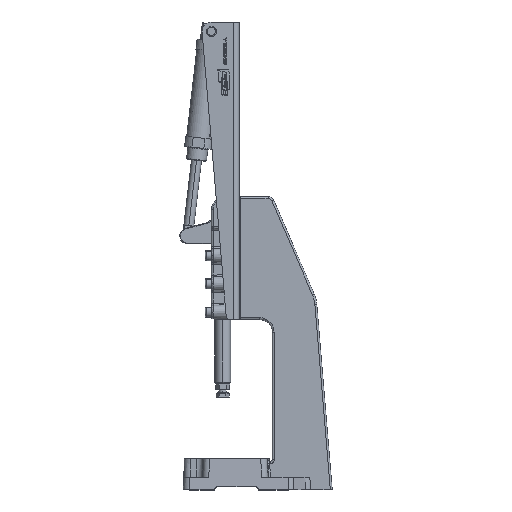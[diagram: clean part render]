
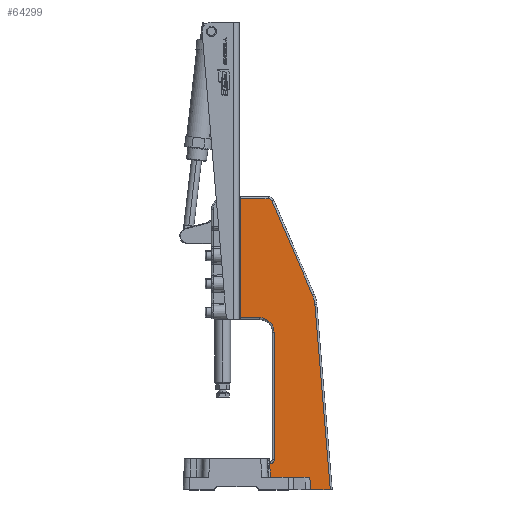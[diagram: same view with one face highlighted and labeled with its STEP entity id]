
A CAD part, top view. The second image highlights one B-rep face of the part: STEP entity #64299.
In plain terms, the highlighted face is planar.
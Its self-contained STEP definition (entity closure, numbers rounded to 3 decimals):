
#422 = DIRECTION ( 'NONE',  ( 1., 0., 0. ) ) ;
#1600 = VERTEX_POINT ( 'NONE', #46290 ) ;
#2483 = CARTESIAN_POINT ( 'NONE',  ( 40., 463.772, -141.85 ) ) ;
#2904 = CARTESIAN_POINT ( 'NONE',  ( 40., 278., -91. ) ) ;
#3899 = AXIS2_PLACEMENT_3D ( 'NONE', #32587, #422, #37913 ) ;
#4725 = EDGE_CURVE ( 'NONE', #54073, #30564, #41927, .T. ) ;
#5504 = LINE ( 'NONE', #67850, #59132 ) ;
#5814 = ORIENTED_EDGE ( 'NONE', *, *, #4725, .T. ) ;
#5876 = EDGE_CURVE ( 'NONE', #1600, #49219, #50234, .T. ) ;
#6321 = DIRECTION ( 'NONE',  ( 0., 0., -1. ) ) ;
#6384 = VECTOR ( 'NONE', #60407, 1000. ) ;
#6456 = CARTESIAN_POINT ( 'NONE',  ( 40., 3., -203.025 ) ) ;
#6677 = ORIENTED_EDGE ( 'NONE', *, *, #18142, .T. ) ;
#6805 = ORIENTED_EDGE ( 'NONE', *, *, #38766, .F. ) ;
#6810 = FACE_OUTER_BOUND ( 'NONE', #18400, .T. ) ;
#8969 = VERTEX_POINT ( 'NONE', #32006 ) ;
#9355 = DIRECTION ( 'NONE',  ( 0., -0.999, -0.035 ) ) ;
#11592 = CARTESIAN_POINT ( 'NONE',  ( 40., 299.099, -210.186 ) ) ;
#11917 = DIRECTION ( 'NONE',  ( -1., 0., 0. ) ) ;
#12186 = CARTESIAN_POINT ( 'NONE',  ( 40., 0.221, -203.144 ) ) ;
#12444 = AXIS2_PLACEMENT_3D ( 'NONE', #43960, #11917, #49323 ) ;
#13334 = DIRECTION ( 'NONE',  ( 0., 0.918, 0.396 ) ) ;
#13570 = VECTOR ( 'NONE', #16785, 1000. ) ;
#13902 = VECTOR ( 'NONE', #13334, 1000. ) ;
#14252 = DIRECTION ( 'NONE',  ( 0., 0., 1. ) ) ;
#14322 = ORIENTED_EDGE ( 'NONE', *, *, #29581, .T. ) ;
#14759 = CARTESIAN_POINT ( 'NONE',  ( 40., 275., -91. ) ) ;
#15064 = DIRECTION ( 'NONE',  ( 1., 0., 0. ) ) ;
#15663 = CIRCLE ( 'NONE', #43988, 47. ) ;
#15958 = ORIENTED_EDGE ( 'NONE', *, *, #69332, .T. ) ;
#16785 = DIRECTION ( 'NONE',  ( 0., 0.997, 0.083 ) ) ;
#16981 = LINE ( 'NONE', #49806, #56290 ) ;
#18142 = EDGE_CURVE ( 'NONE', #50481, #61281, #15663, .T. ) ;
#18400 = EDGE_LOOP ( 'NONE', ( #18832, #33895, #6677, #15958, #36984, #50383, #14322, #60101, #5814, #57339, #6805, #50302, #40344, #25476, #69011 ) ) ;
#18832 = ORIENTED_EDGE ( 'NONE', *, *, #65379, .F. ) ;
#18997 = DIRECTION ( 'NONE',  ( 0., 0., 1. ) ) ;
#19030 = LINE ( 'NONE', #14759, #60034 ) ;
#19041 = CARTESIAN_POINT ( 'NONE',  ( 40., 45., -139. ) ) ;
#19470 = EDGE_CURVE ( 'NONE', #53314, #54073, #43496, .T. ) ;
#20226 = VERTEX_POINT ( 'NONE', #19041 ) ;
#20582 = EDGE_CURVE ( 'NONE', #20226, #1600, #20798, .T. ) ;
#20798 = LINE ( 'NONE', #40208, #61087 ) ;
#21810 = CARTESIAN_POINT ( 'NONE',  ( 40., 3., -238. ) ) ;
#22779 = CARTESIAN_POINT ( 'NONE',  ( 40., 278., -122. ) ) ;
#24117 = DIRECTION ( 'NONE',  ( 0., 0., 1. ) ) ;
#24755 = VERTEX_POINT ( 'NONE', #64311 ) ;
#25476 = ORIENTED_EDGE ( 'NONE', *, *, #57136, .F. ) ;
#27187 = DIRECTION ( 'NONE',  ( 0., 0., 1. ) ) ;
#28232 = VERTEX_POINT ( 'NONE', #6456 ) ;
#28340 = CARTESIAN_POINT ( 'NONE',  ( 40., 468., -91. ) ) ;
#28412 = VECTOR ( 'NONE', #48376, 1000. ) ;
#29504 = CARTESIAN_POINT ( 'NONE',  ( 40., 51., -145. ) ) ;
#29581 = EDGE_CURVE ( 'NONE', #56874, #53314, #19030, .T. ) ;
#30564 = VERTEX_POINT ( 'NONE', #47559 ) ;
#31558 = CARTESIAN_POINT ( 'NONE',  ( 40., 463.772, -141.85 ) ) ;
#31579 = CARTESIAN_POINT ( 'NONE',  ( 40., 295.215, -163.347 ) ) ;
#32006 = CARTESIAN_POINT ( 'NONE',  ( 40., 23., -202.167 ) ) ;
#32587 = CARTESIAN_POINT ( 'NONE',  ( 40., 461., -135.422 ) ) ;
#33044 = VERTEX_POINT ( 'NONE', #29504 ) ;
#33895 = ORIENTED_EDGE ( 'NONE', *, *, #39887, .T. ) ;
#35985 = VECTOR ( 'NONE', #9355, 1000. ) ;
#36921 = DIRECTION ( 'NONE',  ( 0., 0., 1. ) ) ;
#36984 = ORIENTED_EDGE ( 'NONE', *, *, #41214, .T. ) ;
#37913 = DIRECTION ( 'NONE',  ( 0., 0., 1. ) ) ;
#38766 = EDGE_CURVE ( 'NONE', #20226, #33044, #52286, .T. ) ;
#39887 = EDGE_CURVE ( 'NONE', #24755, #50481, #68798, .T. ) ;
#40208 = CARTESIAN_POINT ( 'NONE',  ( 40., 45., -238. ) ) ;
#40344 = ORIENTED_EDGE ( 'NONE', *, *, #5876, .T. ) ;
#41214 = EDGE_CURVE ( 'NONE', #46348, #52486, #58599, .T. ) ;
#41380 = DIRECTION ( 'NONE',  ( 0., -1., 0. ) ) ;
#41608 = EDGE_CURVE ( 'NONE', #30564, #33044, #42583, .T. ) ;
#41836 = CARTESIAN_POINT ( 'NONE',  ( 40., 23., -138.948 ) ) ;
#41927 = CIRCLE ( 'NONE', #12444, 23. ) ;
#42125 = VECTOR ( 'NONE', #27187, 1000. ) ;
#42583 = LINE ( 'NONE', #47654, #28412 ) ;
#43496 = LINE ( 'NONE', #48898, #59449 ) ;
#43838 = LINE ( 'NONE', #21810, #42125 ) ;
#43960 = CARTESIAN_POINT ( 'NONE',  ( 40., 255., -122. ) ) ;
#43988 = AXIS2_PLACEMENT_3D ( 'NONE', #31579, #69027, #36921 ) ;
#45094 = DIRECTION ( 'NONE',  ( -1., 0., 0. ) ) ;
#45332 = PLANE ( 'NONE',  #66310 ) ;
#46290 = CARTESIAN_POINT ( 'NONE',  ( 40., 45., -138.179 ) ) ;
#46348 = VERTEX_POINT ( 'NONE', #31558 ) ;
#47074 = CARTESIAN_POINT ( 'NONE',  ( 40., 51., -139. ) ) ;
#47386 = CARTESIAN_POINT ( 'NONE',  ( 40., 299.099, -210.186 ) ) ;
#47559 = CARTESIAN_POINT ( 'NONE',  ( 40., 255., -145. ) ) ;
#47654 = CARTESIAN_POINT ( 'NONE',  ( 40., 48., -145. ) ) ;
#47757 = EDGE_CURVE ( 'NONE', #52486, #56874, #16981, .T. ) ;
#48376 = DIRECTION ( 'NONE',  ( 0., -1., 0. ) ) ;
#48898 = CARTESIAN_POINT ( 'NONE',  ( 40., 278., -122. ) ) ;
#49219 = VERTEX_POINT ( 'NONE', #41836 ) ;
#49323 = DIRECTION ( 'NONE',  ( 0., 0., 1. ) ) ;
#49806 = CARTESIAN_POINT ( 'NONE',  ( 40., 468., -88. ) ) ;
#50234 = LINE ( 'NONE', #62748, #35985 ) ;
#50302 = ORIENTED_EDGE ( 'NONE', *, *, #20582, .T. ) ;
#50383 = ORIENTED_EDGE ( 'NONE', *, *, #47757, .T. ) ;
#50481 = VERTEX_POINT ( 'NONE', #47386 ) ;
#50712 = CARTESIAN_POINT ( 'NONE',  ( 40., 471., -238. ) ) ;
#52286 = CIRCLE ( 'NONE', #66042, 6. ) ;
#52484 = DIRECTION ( 'NONE',  ( 0., 0., 1. ) ) ;
#52486 = VERTEX_POINT ( 'NONE', #63717 ) ;
#53314 = VERTEX_POINT ( 'NONE', #2904 ) ;
#53343 = CARTESIAN_POINT ( 'NONE',  ( 40., 313.825, -206.506 ) ) ;
#54073 = VERTEX_POINT ( 'NONE', #22779 ) ;
#54203 = EDGE_CURVE ( 'NONE', #8969, #28232, #63363, .T. ) ;
#55220 = DIRECTION ( 'NONE',  ( 0., 0., 1. ) ) ;
#56290 = VECTOR ( 'NONE', #55220, 1000. ) ;
#56874 = VERTEX_POINT ( 'NONE', #28340 ) ;
#57136 = EDGE_CURVE ( 'NONE', #8969, #49219, #5504, .T. ) ;
#57339 = ORIENTED_EDGE ( 'NONE', *, *, #41608, .T. ) ;
#58599 = CIRCLE ( 'NONE', #3899, 7. ) ;
#59132 = VECTOR ( 'NONE', #14252, 1000. ) ;
#59449 = VECTOR ( 'NONE', #6321, 1000. ) ;
#60034 = VECTOR ( 'NONE', #41380, 1000. ) ;
#60101 = ORIENTED_EDGE ( 'NONE', *, *, #19470, .T. ) ;
#60407 = DIRECTION ( 'NONE',  ( 0., -0.999, -0.043 ) ) ;
#61087 = VECTOR ( 'NONE', #18997, 1000. ) ;
#61281 = VERTEX_POINT ( 'NONE', #53343 ) ;
#62748 = CARTESIAN_POINT ( 'NONE',  ( 40., 23.099, -138.945 ) ) ;
#63363 = LINE ( 'NONE', #12186, #6384 ) ;
#63717 = CARTESIAN_POINT ( 'NONE',  ( 40., 468., -135.422 ) ) ;
#64299 = ADVANCED_FACE ( 'NONE', ( #6810 ), #45332, .F. ) ;
#64311 = CARTESIAN_POINT ( 'NONE',  ( 40., 3., -234.741 ) ) ;
#65379 = EDGE_CURVE ( 'NONE', #24755, #28232, #43838, .T. ) ;
#66042 = AXIS2_PLACEMENT_3D ( 'NONE', #47074, #15064, #52484 ) ;
#66310 = AXIS2_PLACEMENT_3D ( 'NONE', #50712, #45094, #24117 ) ;
#67850 = CARTESIAN_POINT ( 'NONE',  ( 40., 23., -214.311 ) ) ;
#68798 = LINE ( 'NONE', #11592, #13570 ) ;
#69011 = ORIENTED_EDGE ( 'NONE', *, *, #54203, .T. ) ;
#69027 = DIRECTION ( 'NONE',  ( 1., 0., 0. ) ) ;
#69150 = LINE ( 'NONE', #2483, #13902 ) ;
#69332 = EDGE_CURVE ( 'NONE', #61281, #46348, #69150, .T. ) ;
